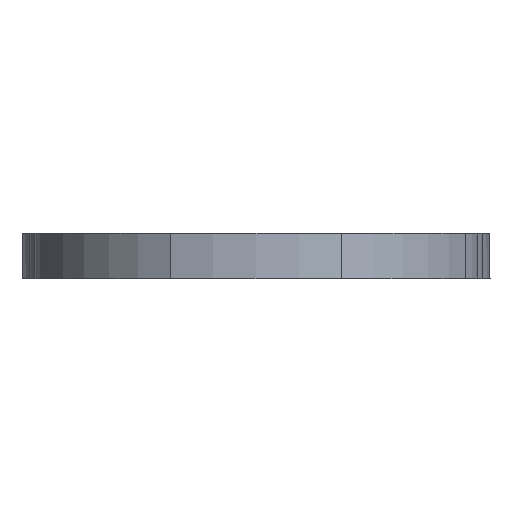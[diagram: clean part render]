
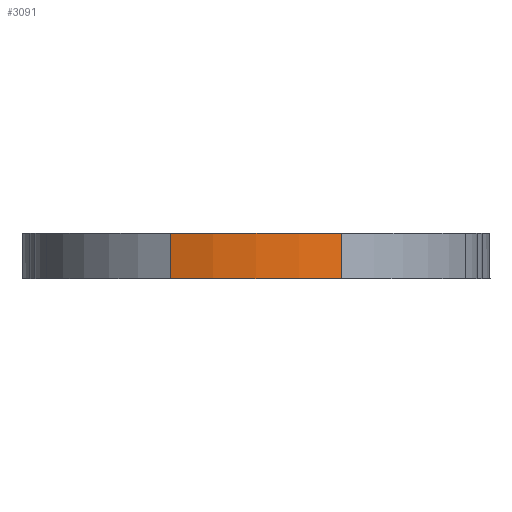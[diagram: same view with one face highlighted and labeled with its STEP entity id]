
A CAD part, left-side view. The second image highlights one B-rep face of the part: STEP entity #3091.
In plain terms, the highlighted cylindrical face has radius 7.987 mm (diameter 15.974 mm), a partial arc.
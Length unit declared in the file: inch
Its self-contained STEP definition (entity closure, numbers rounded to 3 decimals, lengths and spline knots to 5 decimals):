
#59=CYLINDRICAL_SURFACE('',#3367,0.31445);
#191=FACE_OUTER_BOUND('',#347,.T.);
#347=EDGE_LOOP('',(#2565,#2566,#2567,#2568));
#433=CIRCLE('',#3192,0.31445);
#495=CIRCLE('',#3368,0.31445);
#787=LINE('',#5090,#1125);
#788=LINE('',#5094,#1126);
#1125=VECTOR('',#4143,0.3937);
#1126=VECTOR('',#4148,0.3937);
#1302=VERTEX_POINT('',#4554);
#1303=VERTEX_POINT('',#4556);
#1456=VERTEX_POINT('',#5088);
#1457=VERTEX_POINT('',#5092);
#1610=EDGE_CURVE('',#1302,#1303,#433,.T.);
#1877=EDGE_CURVE('',#1456,#1302,#787,.T.);
#1878=EDGE_CURVE('',#1457,#1456,#495,.T.);
#1879=EDGE_CURVE('',#1457,#1303,#788,.T.);
#2565=ORIENTED_EDGE('',*,*,#1877,.F.);
#2566=ORIENTED_EDGE('',*,*,#1878,.F.);
#2567=ORIENTED_EDGE('',*,*,#1879,.T.);
#2568=ORIENTED_EDGE('',*,*,#1610,.F.);
#3091=ADVANCED_FACE('',(#191),#59,.T.);
#3192=AXIS2_PLACEMENT_3D('',#4557,#3588,#3589);
#3367=AXIS2_PLACEMENT_3D('',#5091,#4144,#4145);
#3368=AXIS2_PLACEMENT_3D('',#5093,#4146,#4147);
#3588=DIRECTION('center_axis',(0.,0.,
1.));
#3589=DIRECTION('ref_axis',(-0.945,0.328,0.));
#4143=DIRECTION('',(0.,0.,1.));
#4144=DIRECTION('center_axis',(0.,0.,
-1.));
#4145=DIRECTION('ref_axis',(-0.945,-0.328,0.));
#4146=DIRECTION('center_axis',(0.,0.,
-1.));
#4147=DIRECTION('ref_axis',(-0.945,-0.328,0.));
#4148=DIRECTION('',(0.,0.,1.));
#4554=CARTESIAN_POINT('',(-9.7335,-7.47149,0.05055));
#4556=CARTESIAN_POINT('',(-9.7335,-7.67789,0.05057));
#4557=CARTESIAN_POINT('Origin',(-9.43646,-7.57469,0.05056));
#5088=CARTESIAN_POINT('',(-9.7335,-7.4715,-0.00369));
#5090=CARTESIAN_POINT('',(-9.7335,-7.4715,0.00105));
#5091=CARTESIAN_POINT('Origin',(-9.43646,-7.5747,0.00106));
#5092=CARTESIAN_POINT('',(-9.7335,-7.6779,-0.00367));
#5093=CARTESIAN_POINT('Origin',(-9.43646,-7.5747,-0.00368));
#5094=CARTESIAN_POINT('',(-9.7335,-7.6779,0.00107));
